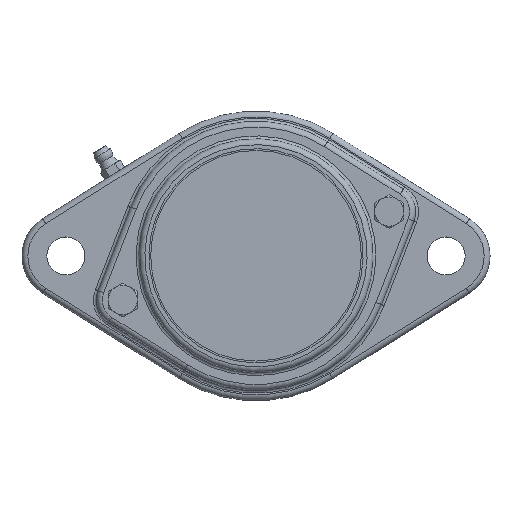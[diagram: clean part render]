
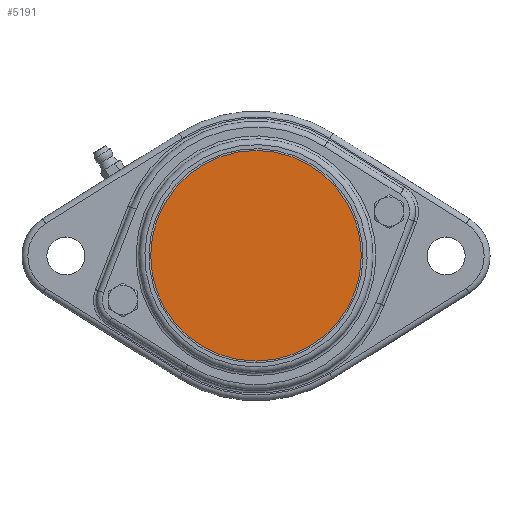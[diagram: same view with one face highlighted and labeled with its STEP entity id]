
A CAD part, top view. The second image highlights one B-rep face of the part: STEP entity #5191.
In plain terms, the highlighted planar face has unit normal (0, 0, 1).
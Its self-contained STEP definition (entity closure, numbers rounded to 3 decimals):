
#944=PLANE($,#5662);
#1403=FACE_OUTER_BOUND($,#1797,.T.);
#1797=EDGE_LOOP($,(#3984));
#2235=CIRCLE($,#5660,36.);
#2620=VERTEX_POINT($,#8527);
#3124=EDGE_CURVE($,#2620,#2620,#2235,.T.);
#3984=ORIENTED_EDGE($,*,*,#3124,.F.);
#5191=ADVANCED_FACE($,(#1403),#944,.T.);
#5660=AXIS2_PLACEMENT_3D($,#8528,#6609,#6610);
#5662=AXIS2_PLACEMENT_3D($,#8531,#6613,#6614);
#6609=DIRECTION('center_axis',(0.,0.,
-1.));
#6610=DIRECTION('ref_axis',(-1.,0.,0.));
#6613=DIRECTION('center_axis',(0.,0.,
1.));
#6614=DIRECTION('ref_axis',(-1.,0.,0.));
#8527=CARTESIAN_POINT('',(36.,0.,35.2));
#8528=CARTESIAN_POINT('Origin',(0.,0.,
35.2));
#8531=CARTESIAN_POINT('Origin',(0.,0.,
35.2));
